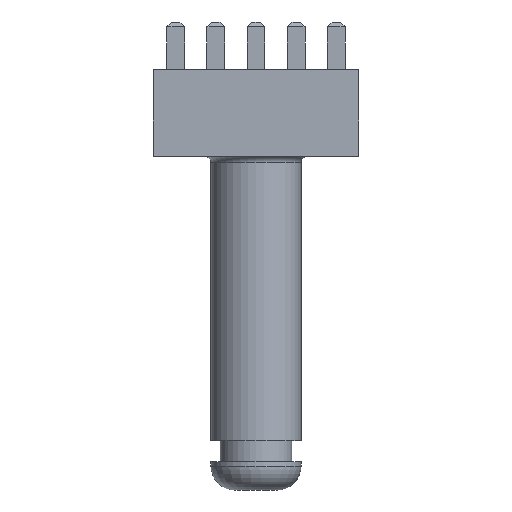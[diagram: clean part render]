
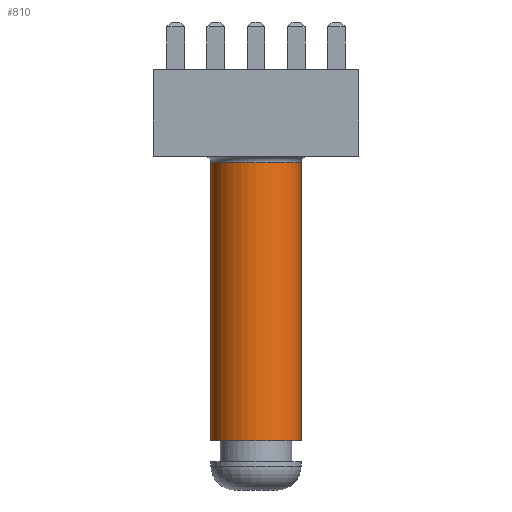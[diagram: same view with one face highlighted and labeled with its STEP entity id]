
A CAD part, front view. The second image highlights one B-rep face of the part: STEP entity #810.
In plain terms, the highlighted cylindrical face has radius 2.85 mm (diameter 5.7 mm), a partial arc.
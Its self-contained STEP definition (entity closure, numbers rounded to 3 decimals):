
#92 = CARTESIAN_POINT ( 'NONE',  ( 0., 0., -0.4 ) ) ;
#223 = CIRCLE ( 'NONE', #3636, 2.85 ) ;
#282 = DIRECTION ( 'NONE',  ( 0., 0., 1. ) ) ;
#318 = CARTESIAN_POINT ( 'NONE',  ( 0., 0., -18. ) ) ;
#373 = CARTESIAN_POINT ( 'NONE',  ( 2.85, 0., -18. ) ) ;
#576 = CARTESIAN_POINT ( 'NONE',  ( -2.85, 0., -18. ) ) ;
#772 = ORIENTED_EDGE ( 'NONE', *, *, #6347, .F. ) ;
#810 = ADVANCED_FACE ( 'NONE', ( #6147 ), #1745, .T. ) ;
#1210 = CARTESIAN_POINT ( 'NONE',  ( -2.85, 0., -18. ) ) ;
#1467 = ORIENTED_EDGE ( 'NONE', *, *, #2275, .F. ) ;
#1693 = DIRECTION ( 'NONE',  ( -1., 0., 0. ) ) ;
#1704 = CARTESIAN_POINT ( 'NONE',  ( -2.85, 0., -0.4 ) ) ;
#1745 = CYLINDRICAL_SURFACE ( 'NONE', #4833, 2.85 ) ;
#2275 = EDGE_CURVE ( 'NONE', #2902, #2555, #223, .T. ) ;
#2391 = DIRECTION ( 'NONE',  ( 0., 0., -1. ) ) ;
#2469 = CARTESIAN_POINT ( 'NONE',  ( 2.85, 0., -18. ) ) ;
#2531 = CARTESIAN_POINT ( 'NONE',  ( 2.85, 0., -0.4 ) ) ;
#2555 = VERTEX_POINT ( 'NONE', #576 ) ;
#2713 = LINE ( 'NONE', #2469, #5315 ) ;
#2902 = VERTEX_POINT ( 'NONE', #373 ) ;
#2983 = EDGE_CURVE ( 'NONE', #2902, #5365, #2713, .T. ) ;
#3080 = AXIS2_PLACEMENT_3D ( 'NONE', #92, #4314, #1693 ) ;
#3636 = AXIS2_PLACEMENT_3D ( 'NONE', #318, #2391, #4852 ) ;
#3712 = DIRECTION ( 'NONE',  ( 0., 0., 1. ) ) ;
#3718 = CIRCLE ( 'NONE', #3080, 2.85 ) ;
#3859 = VERTEX_POINT ( 'NONE', #1704 ) ;
#3889 = ORIENTED_EDGE ( 'NONE', *, *, #4872, .T. ) ;
#4314 = DIRECTION ( 'NONE',  ( 0., 0., -1. ) ) ;
#4658 = DIRECTION ( 'NONE',  ( 1., 0., 0. ) ) ;
#4801 = EDGE_LOOP ( 'NONE', ( #772, #1467, #5738, #3889 ) ) ;
#4833 = AXIS2_PLACEMENT_3D ( 'NONE', #5195, #3712, #4658 ) ;
#4852 = DIRECTION ( 'NONE',  ( -1., 0., 0. ) ) ;
#4872 = EDGE_CURVE ( 'NONE', #5365, #3859, #3718, .T. ) ;
#5195 = CARTESIAN_POINT ( 'NONE',  ( 0., 0., -18. ) ) ;
#5315 = VECTOR ( 'NONE', #5975, 1000. ) ;
#5365 = VERTEX_POINT ( 'NONE', #2531 ) ;
#5738 = ORIENTED_EDGE ( 'NONE', *, *, #2983, .T. ) ;
#5956 = VECTOR ( 'NONE', #282, 1000. ) ;
#5975 = DIRECTION ( 'NONE',  ( 0., 0., 1. ) ) ;
#6113 = LINE ( 'NONE', #1210, #5956 ) ;
#6147 = FACE_OUTER_BOUND ( 'NONE', #4801, .T. ) ;
#6347 = EDGE_CURVE ( 'NONE', #2555, #3859, #6113, .T. ) ;
